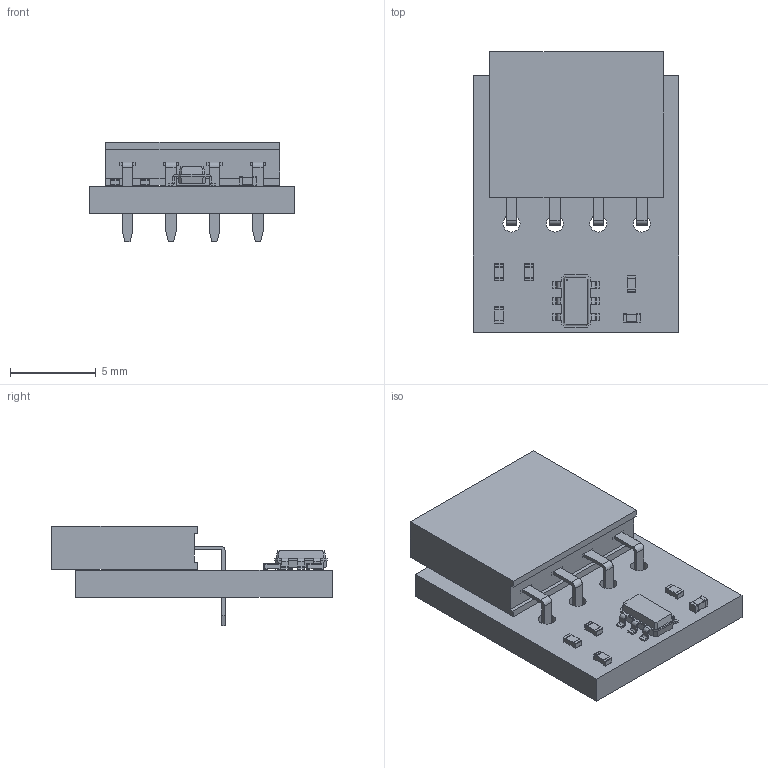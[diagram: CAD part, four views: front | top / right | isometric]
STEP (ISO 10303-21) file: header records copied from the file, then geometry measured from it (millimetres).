
FILE_DESCRIPTION(('KiCad electronic assembly'),'2;1');
FILE_NAME('Magnetic_Encoder.step','2024-09-30T23:55:00',('Pcbnew'),( 'Kicad'),'Open CASCADE STEP processor 7.6','KiCad to STEP converter' ,'Unknown');
FILE_SCHEMA(('AUTOMOTIVE_DESIGN { 1 0 10303 214 1 1 1 1 }'));
Length unit declared in the file: millimetre
Products named in the file (10): Magnetic_Encoder 1; PinSocket_1x04_P2.54mm_Horizontal; SOLID; R_0402_1005Metric; C_0402_1005Metric; TSOP-6_1.65x3.05mm_P0.95mm; PCB
Assembly tree (12 placements, depth 3):
  Magnetic_Encoder 1
    PinSocket_1x04_P2.54mm_Horizontal
      SOLID
    R_0402_1005Metric  x4
      SOLID
    C_0402_1005Metric
      SOLID
    TSOP-6_1.65x3.05mm_P0.95mm
      SOLID
    PCB
Bounding box: 12 x 16.38 x 5.84 mm (x, y, z)
Volume: 493.2 mm3; surface area: 880.8 mm2
Topology: 8 solids, 8 shells, 418 faces, 1081 edges, 694 vertices
Faces by surface type: plane 307, cylinder 81, bspline 30
Full cylindrical faces by diameter (mm): 0.1 x1, 1 x4
Entity records: 24438 total; most frequent: CARTESIAN_POINT 4342, DIRECTION 3238, LINE 2310, VECTOR 2310, ORIENTED_EDGE 1754, PCURVE 1754, DEFINITIONAL_REPRESENTATION 1754, EDGE_CURVE 877
